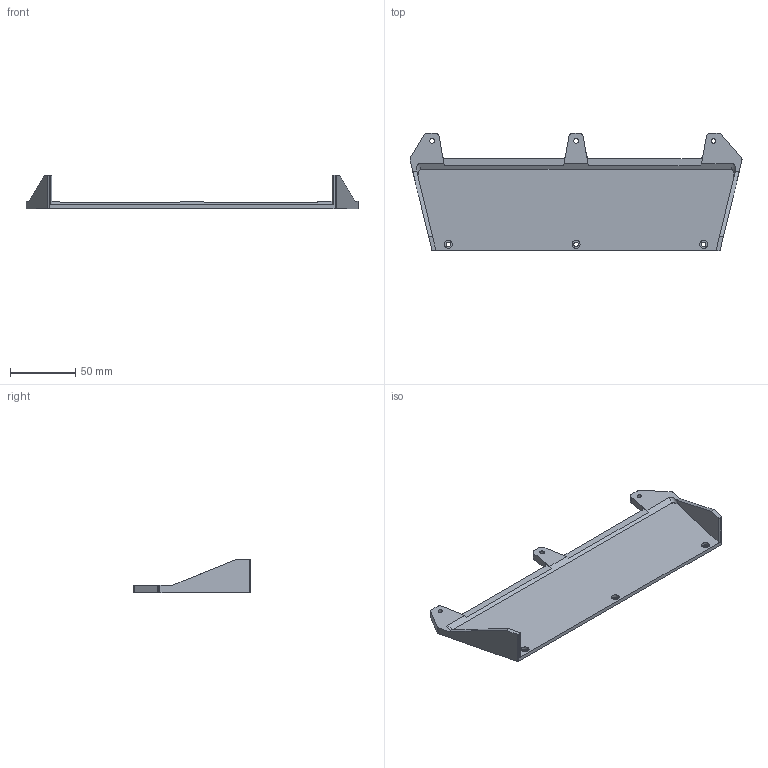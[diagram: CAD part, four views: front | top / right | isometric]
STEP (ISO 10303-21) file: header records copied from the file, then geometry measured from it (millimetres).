
FILE_DESCRIPTION (( 'STEP AP203' ), '1' );
FILE_NAME ('Ejector blade blank.STEP', '2022-06-12T13:31:03', ( '' ), ( '' ), 'SwSTEP 2.0', 'SolidWorks 2020', '' );
FILE_SCHEMA (( 'CONFIG_CONTROL_DESIGN' ));
Length unit declared in the file: millimetre
Products named in the file (1): Ejector blade blank
Bounding box: 253.6 x 90 x 25.5 mm (x, y, z)
Volume: 63456.1 mm3; surface area: 42179.1 mm2
Topology: 1 solids, 1 shells, 69 faces, 192 edges, 128 vertices
Faces by surface type: cylinder 38, plane 31
Entity records: 2339 total; most frequent: CARTESIAN_POINT 408, DIRECTION 398, ORIENTED_EDGE 384, EDGE_CURVE 192, AXIS2_PLACEMENT_3D 142, VERTEX_POINT 128, VECTOR 114, LINE 114
